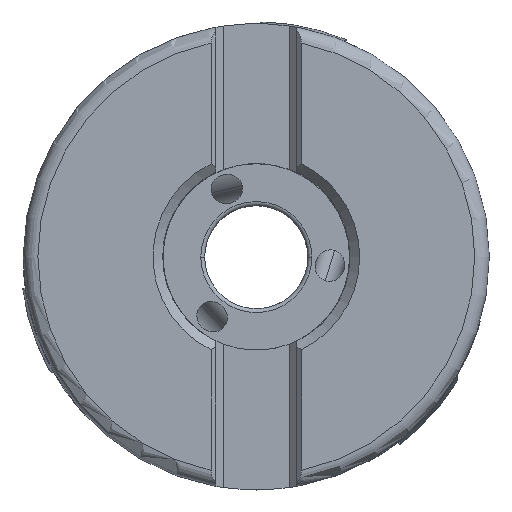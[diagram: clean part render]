
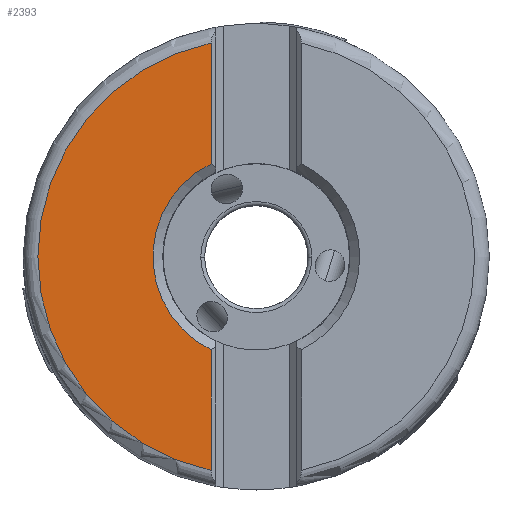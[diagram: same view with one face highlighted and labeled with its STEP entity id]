
A CAD part, top view. The second image highlights one B-rep face of the part: STEP entity #2393.
In plain terms, the highlighted planar face has unit normal (0, 0, 1).
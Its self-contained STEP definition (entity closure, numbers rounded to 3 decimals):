
#687=PLANE('',#13130);
#1038=LINE('',#23588,#1683);
#1039=LINE('',#23590,#1684);
#1683=VECTOR('',#15315,1.);
#1684=VECTOR('',#15316,1.);
#2393=ADVANCED_FACE('',(#3149),#687,.T.);
#3149=FACE_OUTER_BOUND('',#3810,.T.);
#3810=EDGE_LOOP('',(#6121,#6122,#6123,#6124));
#6121=ORIENTED_EDGE('',*,*,#10477,.T.);
#6122=ORIENTED_EDGE('',*,*,#10476,.F.);
#6123=ORIENTED_EDGE('',*,*,#10478,.T.);
#6124=ORIENTED_EDGE('',*,*,#10479,.F.);
#9029=VERTEX_POINT('',#23561);
#9032=VERTEX_POINT('',#23585);
#9033=VERTEX_POINT('',#23589);
#9034=VERTEX_POINT('',#23591);
#10476=EDGE_CURVE('',#9032,#9029,#11741,.T.);
#10477=EDGE_CURVE('',#9033,#9029,#1038,.T.);
#10478=EDGE_CURVE('',#9032,#9034,#1039,.T.);
#10479=EDGE_CURVE('',#9033,#9034,#11742,.T.);
#11741=CIRCLE('',#13127,22.313);
#11742=CIRCLE('',#13129,10.56);
#13127=AXIS2_PLACEMENT_3D('',#23586,#15311,#15312);
#13129=AXIS2_PLACEMENT_3D('',#23592,#15317,#15318);
#13130=AXIS2_PLACEMENT_3D('',#23593,#15319,#15320);
#15311=DIRECTION('',(0.,0.,-1.));
#15312=DIRECTION('',(-0.207,-0.978,0.));
#15315=DIRECTION('',(0.,1.,0.));
#15316=DIRECTION('',(0.,1.,0.));
#15317=DIRECTION('',(0.,0.,1.));
#15318=DIRECTION('',(-0.438,0.899,0.));
#15319=DIRECTION('',(0.,0.,1.));
#15320=DIRECTION('',(1.,0.,0.));
#23561=CARTESIAN_POINT('',(-4.62,21.829,0.));
#23585=CARTESIAN_POINT('',(-4.62,-21.829,0.));
#23586=CARTESIAN_POINT('',(0.,0.,0.));
#23588=CARTESIAN_POINT('',(-4.62,9.496,0.));
#23589=CARTESIAN_POINT('',(-4.62,9.496,0.));
#23590=CARTESIAN_POINT('',(-4.62,-21.829,0.));
#23591=CARTESIAN_POINT('',(-4.62,-9.496,0.));
#23592=CARTESIAN_POINT('',(0.,0.,0.));
#23593=CARTESIAN_POINT('',(-13.466,0.,0.));
